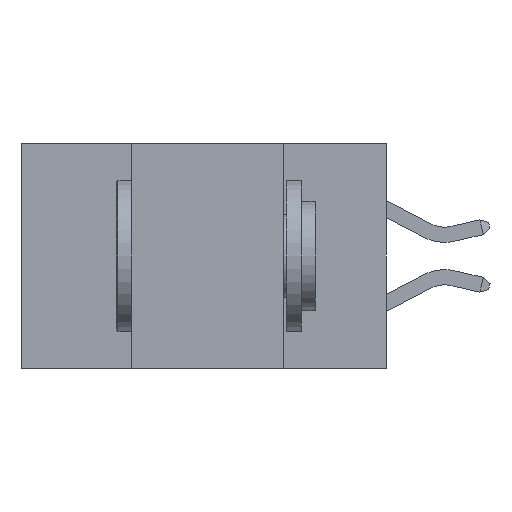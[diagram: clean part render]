
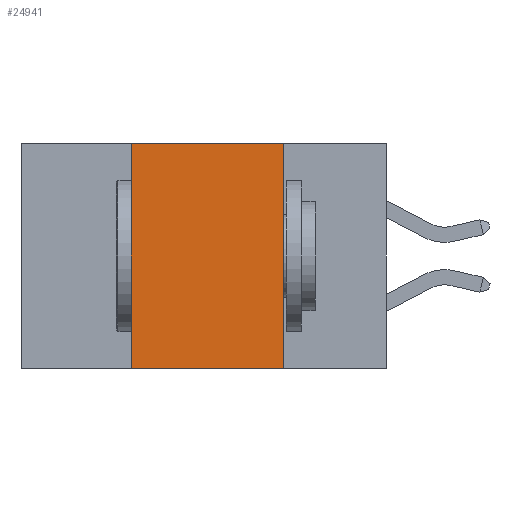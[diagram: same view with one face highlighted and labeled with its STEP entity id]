
A CAD part, left-side view. The second image highlights one B-rep face of the part: STEP entity #24941.
In plain terms, the highlighted planar face has unit normal (-1, 0, 0).
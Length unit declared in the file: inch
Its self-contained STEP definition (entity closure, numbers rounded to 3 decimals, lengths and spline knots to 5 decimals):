
#451 = EDGE_CURVE ( 'NONE', #3822, #7882, #3467, .T. ) ;
#545 = CARTESIAN_POINT ( 'NONE',  ( 0., 0.17, -0.37 ) ) ;
#1650 = CARTESIAN_POINT ( 'NONE',  ( 0., 0.42, 0. ) ) ;
#2415 = ORIENTED_EDGE ( 'NONE', *, *, #5249, .F. ) ;
#2608 = LINE ( 'NONE', #7142, #12300 ) ;
#3467 = LINE ( 'NONE', #13636, #13159 ) ;
#3822 = VERTEX_POINT ( 'NONE', #1650 ) ;
#4620 = AXIS2_PLACEMENT_3D ( 'NONE', #12268, #8246, #22507 ) ;
#5249 = EDGE_CURVE ( 'NONE', #7882, #5928, #2608, .T. ) ;
#5374 = CARTESIAN_POINT ( 'NONE',  ( 0., 0.6, -0.37 ) ) ;
#5868 = VECTOR ( 'NONE', #13139, 39.37008 ) ;
#5928 = VERTEX_POINT ( 'NONE', #545 ) ;
#7112 = DIRECTION ( 'NONE',  ( 0., 0., -1. ) ) ;
#7142 = CARTESIAN_POINT ( 'NONE',  ( 0., 0.17, -0.37 ) ) ;
#7882 = VERTEX_POINT ( 'NONE', #15158 ) ;
#8246 = DIRECTION ( 'NONE',  ( 1., 0., 0. ) ) ;
#9029 = CARTESIAN_POINT ( 'NONE',  ( 0., 0.42, -0.37 ) ) ;
#9223 = ORIENTED_EDGE ( 'NONE', *, *, #26398, .F. ) ;
#9311 = VECTOR ( 'NONE', #25819, 39.37008 ) ;
#10496 = ORIENTED_EDGE ( 'NONE', *, *, #23464, .T. ) ;
#11155 = EDGE_LOOP ( 'NONE', ( #2415, #14001, #9223, #10496 ) ) ;
#12268 = CARTESIAN_POINT ( 'NONE',  ( 0., 0.6, 0. ) ) ;
#12300 = VECTOR ( 'NONE', #7112, 39.37008 ) ;
#12727 = FACE_OUTER_BOUND ( 'NONE', #11155, .T. ) ;
#13139 = DIRECTION ( 'NONE',  ( 0., 0., 1. ) ) ;
#13159 = VECTOR ( 'NONE', #18622, 39.37008 ) ;
#13636 = CARTESIAN_POINT ( 'NONE',  ( 0., 0.6, 0. ) ) ;
#14001 = ORIENTED_EDGE ( 'NONE', *, *, #451, .F. ) ;
#15158 = CARTESIAN_POINT ( 'NONE',  ( 0., 0.17, 0. ) ) ;
#15367 = LINE ( 'NONE', #5374, #9311 ) ;
#18622 = DIRECTION ( 'NONE',  ( 0., -1., 0. ) ) ;
#19717 = VERTEX_POINT ( 'NONE', #22504 ) ;
#20457 = PLANE ( 'NONE',  #4620 ) ;
#22504 = CARTESIAN_POINT ( 'NONE',  ( 0., 0.42, -0.37 ) ) ;
#22507 = DIRECTION ( 'NONE',  ( 0., 0., -1. ) ) ;
#23464 = EDGE_CURVE ( 'NONE', #19717, #5928, #15367, .T. ) ;
#24941 = ADVANCED_FACE ( 'NONE', ( #12727 ), #20457, .F. ) ;
#25819 = DIRECTION ( 'NONE',  ( 0., -1., 0. ) ) ;
#26293 = LINE ( 'NONE', #9029, #5868 ) ;
#26398 = EDGE_CURVE ( 'NONE', #19717, #3822, #26293, .T. ) ;
